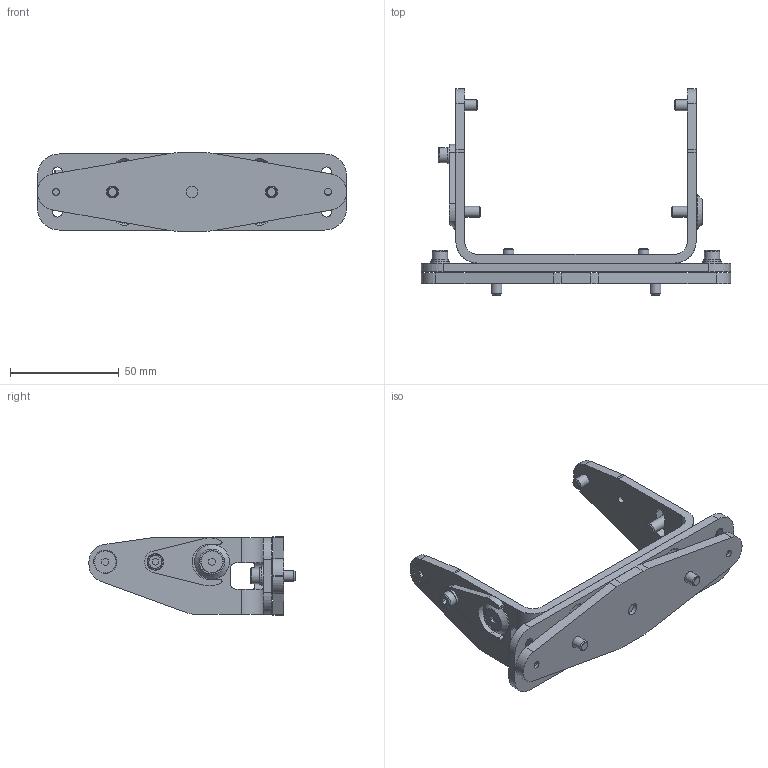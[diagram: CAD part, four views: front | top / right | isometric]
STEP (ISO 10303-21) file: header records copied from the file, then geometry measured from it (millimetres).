
FILE_DESCRIPTION (( 'STEP AP214' ), '1' );
FILE_NAME ('SLS-BRACKET-A.STEP', '2021-03-02T20:47:27', ( '' ), ( '' ), 'SwSTEP 2.0', 'SolidWorks 2019', '' );
FILE_SCHEMA (( 'AUTOMOTIVE_DESIGN' ));
Length unit declared in the file: inch
Products named in the file (1): SLS-BRACKET-A
Bounding box: 142 x 94.7 x 36 mm (x, y, z)
Volume: 69547.3 mm3; surface area: 45181.5 mm2
Topology: 25 solids, 25 shells, 364 faces, 865 edges, 564 vertices
Faces by surface type: plane 187, cylinder 126, cone 46, bspline 5
Full cylindrical faces by diameter (mm): 3.25 x4, 4 x3, 4.1 x1, 4.15 x4, 4.3 x2, 5 x10, 5.2 x2, 5.3 x2, 5.5 x12, 7 x3, 8 x1, 8.2 x1, 9 x3, 10 x10, 16 x2
Entity records: 10683 total; most frequent: CARTESIAN_POINT 2222, DIRECTION 1710, ORIENTED_EDGE 1462, EDGE_CURVE 731, AXIS2_PLACEMENT_3D 648, EDGE_LOOP 556, VERTEX_POINT 541, FACE_OUTER_BOUND 429
